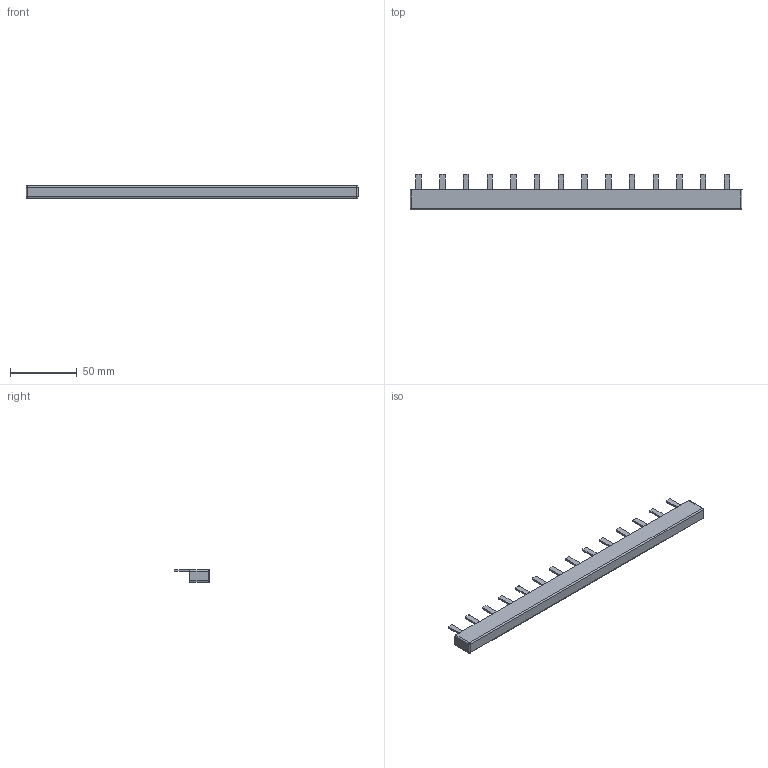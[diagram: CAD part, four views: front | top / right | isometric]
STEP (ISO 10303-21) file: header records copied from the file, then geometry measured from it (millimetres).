
FILE_DESCRIPTION(('STEP AP214'),'1');
FILE_NAME('cctmp_79DCFA15-ADE1-4909-AB80-0428CEF576B7_2025_10_07_15_52_46_0411..stp','2025-10-07T13:52:46',('SIEMENS A&D'),('CADClick - www.CADClick.com'),'Spatial InterOp 3D',' ','unknown authorization');
FILE_SCHEMA(('AUTOMOTIVE_DESIGN'));
Length unit declared in the file: millimetre
Products named in the file (16): cc_unnamed; 2025_10_07_15_52_46_0395; 2025_10_07_15_52_46_0364; 2025_10_07_15_52_46_0332; 2025_10_07_15_52_46_0300; 2025_10_07_15_52_46_0269; 2025_10_07_15_52_46_0237; 2025_10_07_15_52_46_0205; 2025_10_07_15_52_46_0173; 2025_10_07_15_52_46_0142; 2025_10_07_15_52_46_0110; 2025_10_07_15_52_46_0078; 2025_10_07_15_52_46_0046; 2025_10_07_15_52_46_0014; 2025_10_07_15_52_45_0983; 2025_10_07_15_52_45_0951
Assembly tree (15 placements, depth 2):
  cc_unnamed
    2025_10_07_15_52_46_0395
    2025_10_07_15_52_46_0364
    2025_10_07_15_52_46_0332
    2025_10_07_15_52_46_0300
    2025_10_07_15_52_46_0269
    2025_10_07_15_52_46_0237
    2025_10_07_15_52_46_0205
    2025_10_07_15_52_46_0173
    2025_10_07_15_52_46_0142
    2025_10_07_15_52_46_0110
    2025_10_07_15_52_46_0078
    2025_10_07_15_52_46_0046
    2025_10_07_15_52_46_0014
    2025_10_07_15_52_45_0983
    2025_10_07_15_52_45_0951
Bounding box: 249.2 x 26.9 x 9.5 mm (x, y, z)
Volume: 36710.9 mm3; surface area: 14220.8 mm2
Topology: 15 solids, 15 shells, 130 faces, 292 edges, 188 vertices
Faces by surface type: plane 90, cylinder 36, sphere 4
Entity records: 5065 total; most frequent: DIRECTION 652, CARTESIAN_POINT 622, ORIENTED_EDGE 576, EDGE_CURVE 288, AXIS2_PLACEMENT_3D 218, LINE 216, VECTOR 216, VERTEX_POINT 188
